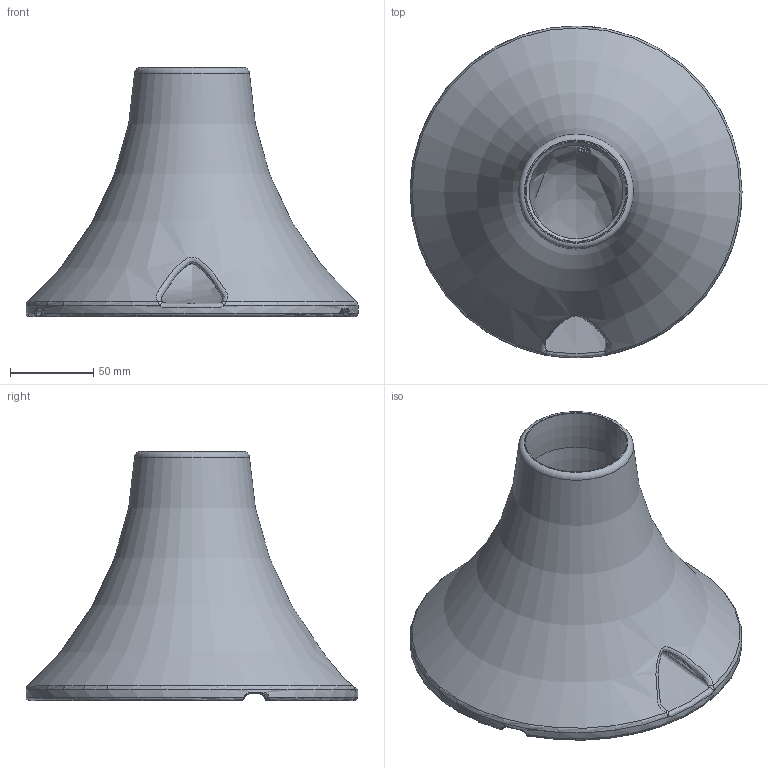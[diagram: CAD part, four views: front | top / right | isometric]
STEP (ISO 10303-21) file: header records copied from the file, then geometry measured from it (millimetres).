
FILE_DESCRIPTION(/* description */ (''),/* implementation_level */ '2;1');
FILE_NAME(/* name */ 'VU50-stand-daiso330-base.step',/* time_stamp */ '2024-01-01T04:41:44+09:00',/* author */ (''),/* organization */ (''),/* preprocessor_version */ 'ST-DEVELOPER v20',/* originating_system */ 'Autodesk Translation Framework v12.14.0.127',/* authorisation */ '');
FILE_SCHEMA (('AUTOMOTIVE_DESIGN { 1 0 10303 214 3 1 1 }'));
Length unit declared in the file: millimetre
Products named in the file (1): base
Bounding box: 200 x 200 x 150 mm (x, y, z)
Volume: 338362.3 mm3; surface area: 181956.8 mm2
Topology: 1 solids, 4 shells, 336 faces, 905 edges, 559 vertices
Faces by surface type: bspline 188, plane 50, cylinder 41, torus 30, cone 25, sphere 2
Full cylindrical faces by diameter (mm): 56.4 x1, 61 x1, 190 x1, 200 x1
Entity records: 20488 total; most frequent: CARTESIAN_POINT 13463, ORIENTED_EDGE 1790, DIRECTION 989, EDGE_CURVE 895, VERTEX_POINT 559, B_SPLINE_CURVE_WITH_KNOTS 439, AXIS2_PLACEMENT_3D 420, EDGE_LOOP 346
